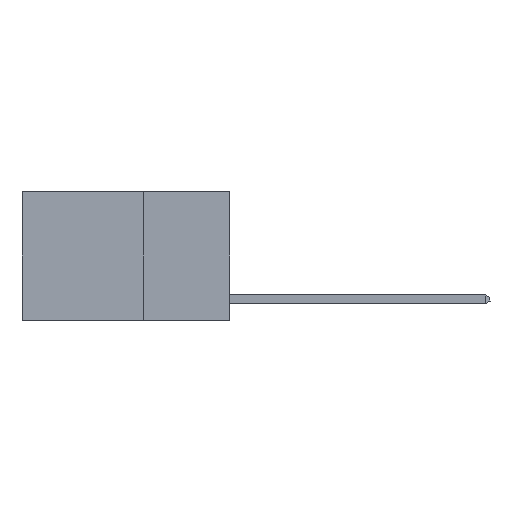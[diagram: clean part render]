
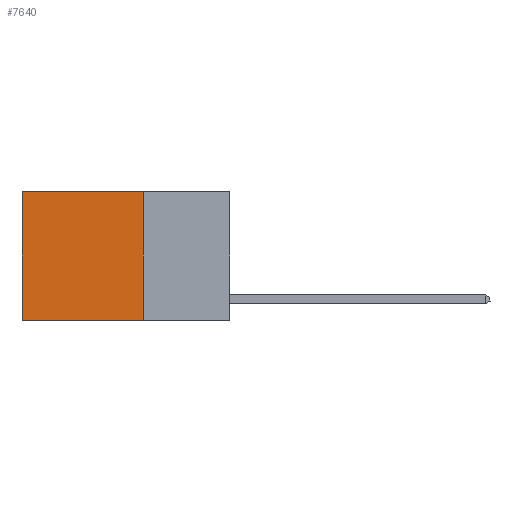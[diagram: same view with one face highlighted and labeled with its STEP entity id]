
A CAD part, left-side view. The second image highlights one B-rep face of the part: STEP entity #7640.
In plain terms, the highlighted planar face has unit normal (-1, 0, 0).
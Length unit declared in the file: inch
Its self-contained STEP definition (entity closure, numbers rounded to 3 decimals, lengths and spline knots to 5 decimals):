
#457 = ORIENTED_EDGE ( 'NONE', *, *, #3840, .T. ) ;
#1551 = CARTESIAN_POINT ( 'NONE',  ( 0.2625, 0.6, 0. ) ) ;
#2664 = DIRECTION ( 'NONE',  ( 1., 0., 0. ) ) ;
#3275 = VERTEX_POINT ( 'NONE', #8157 ) ;
#3408 = CARTESIAN_POINT ( 'NONE',  ( 0.2625, 0.25, 0. ) ) ;
#3465 = EDGE_LOOP ( 'NONE', ( #7258, #15924, #10953, #457 ) ) ;
#3840 = EDGE_CURVE ( 'NONE', #3275, #15361, #12365, .T. ) ;
#5210 = CARTESIAN_POINT ( 'NONE',  ( 0.2625, 0.25, -0.37 ) ) ;
#5912 = VECTOR ( 'NONE', #11296, 39.37008 ) ;
#6099 = CARTESIAN_POINT ( 'NONE',  ( 0.2625, 0.6, -0.37 ) ) ;
#7051 = CARTESIAN_POINT ( 'NONE',  ( 0.2625, 0.25, -0.37 ) ) ;
#7258 = ORIENTED_EDGE ( 'NONE', *, *, #16802, .T. ) ;
#7572 = VECTOR ( 'NONE', #9045, 39.37008 ) ;
#7640 = ADVANCED_FACE ( 'NONE', ( #16587 ), #10184, .F. ) ;
#7834 = VECTOR ( 'NONE', #15491, 39.37008 ) ;
#8038 = LINE ( 'NONE', #1551, #7572 ) ;
#8157 = CARTESIAN_POINT ( 'NONE',  ( 0.2625, 0.25, 0. ) ) ;
#8496 = VECTOR ( 'NONE', #17462, 39.37008 ) ;
#9045 = DIRECTION ( 'NONE',  ( 0., 0., -1. ) ) ;
#10184 = PLANE ( 'NONE',  #13945 ) ;
#10953 = ORIENTED_EDGE ( 'NONE', *, *, #17213, .F. ) ;
#11296 = DIRECTION ( 'NONE',  ( 0., 1., 0. ) ) ;
#12365 = LINE ( 'NONE', #3408, #7834 ) ;
#13020 = LINE ( 'NONE', #15966, #8496 ) ;
#13233 = DIRECTION ( 'NONE',  ( 0., 0., -1. ) ) ;
#13945 = AXIS2_PLACEMENT_3D ( 'NONE', #17676, #2664, #13233 ) ;
#13946 = LINE ( 'NONE', #5210, #5912 ) ;
#15361 = VERTEX_POINT ( 'NONE', #15961 ) ;
#15491 = DIRECTION ( 'NONE',  ( 0., 1., 0. ) ) ;
#15924 = ORIENTED_EDGE ( 'NONE', *, *, #17128, .F. ) ;
#15961 = CARTESIAN_POINT ( 'NONE',  ( 0.2625, 0.6, 0. ) ) ;
#15966 = CARTESIAN_POINT ( 'NONE',  ( 0.2625, 0.25, 0. ) ) ;
#16587 = FACE_OUTER_BOUND ( 'NONE', #3465, .T. ) ;
#16802 = EDGE_CURVE ( 'NONE', #15361, #18377, #8038, .T. ) ;
#17128 = EDGE_CURVE ( 'NONE', #17270, #18377, #13946, .T. ) ;
#17213 = EDGE_CURVE ( 'NONE', #3275, #17270, #13020, .T. ) ;
#17270 = VERTEX_POINT ( 'NONE', #7051 ) ;
#17462 = DIRECTION ( 'NONE',  ( 0., 0., -1. ) ) ;
#17676 = CARTESIAN_POINT ( 'NONE',  ( 0.2625, 0.25, 0. ) ) ;
#18377 = VERTEX_POINT ( 'NONE', #6099 ) ;
